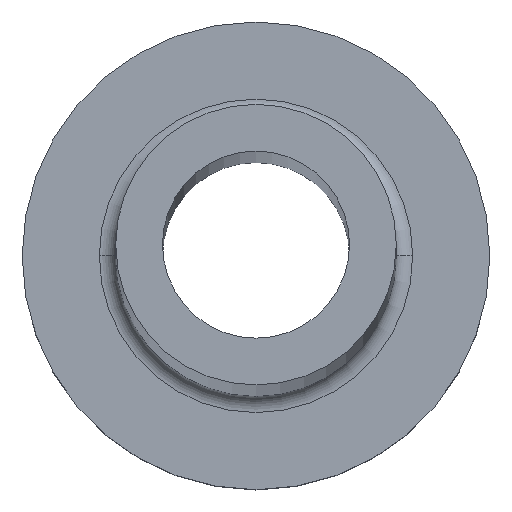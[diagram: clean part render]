
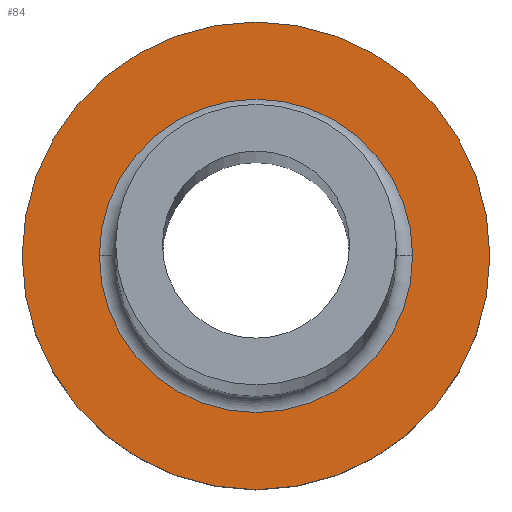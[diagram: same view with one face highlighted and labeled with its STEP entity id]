
A CAD part, top view. The second image highlights one B-rep face of the part: STEP entity #84.
In plain terms, the highlighted planar face has unit normal (0, 0, 1).
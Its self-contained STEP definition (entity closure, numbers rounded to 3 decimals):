
#1 = AXIS2_PLACEMENT_3D ( 'NONE', #77, #133, #53 ) ;
#9 = ORIENTED_EDGE ( 'NONE', *, *, #120, .T. ) ;
#13 = EDGE_CURVE ( 'NONE', #60, #305, #315, .T. ) ;
#47 = PLANE ( 'NONE',  #281 ) ;
#50 = CARTESIAN_POINT ( 'NONE',  ( 10., 0., 7. ) ) ;
#53 = DIRECTION ( 'NONE',  ( 1., 0., 0. ) ) ;
#60 = VERTEX_POINT ( 'NONE', #168 ) ;
#66 = AXIS2_PLACEMENT_3D ( 'NONE', #112, #367, #364 ) ;
#77 = CARTESIAN_POINT ( 'NONE',  ( 0., 0., 7. ) ) ;
#82 = AXIS2_PLACEMENT_3D ( 'NONE', #101, #213, #209 ) ;
#84 = ADVANCED_FACE ( 'NONE', ( #338, #311 ), #47, .T. ) ;
#89 = ORIENTED_EDGE ( 'NONE', *, *, #13, .T. ) ;
#101 = CARTESIAN_POINT ( 'NONE',  ( 0., 0., 7. ) ) ;
#112 = CARTESIAN_POINT ( 'NONE',  ( 0., 0., 7. ) ) ;
#119 = CARTESIAN_POINT ( 'NONE',  ( -6.7, 0., 7. ) ) ;
#120 = EDGE_CURVE ( 'NONE', #305, #60, #288, .T. ) ;
#126 = CIRCLE ( 'NONE', #182, 10. ) ;
#133 = DIRECTION ( 'NONE',  ( 0., 0., -1. ) ) ;
#159 = CIRCLE ( 'NONE', #82, 10. ) ;
#168 = CARTESIAN_POINT ( 'NONE',  ( 6.7, 0., 7. ) ) ;
#182 = AXIS2_PLACEMENT_3D ( 'NONE', #377, #302, #329 ) ;
#187 = VERTEX_POINT ( 'NONE', #50 ) ;
#209 = DIRECTION ( 'NONE',  ( 1., 0., 0. ) ) ;
#213 = DIRECTION ( 'NONE',  ( 0., 0., 1. ) ) ;
#246 = VERTEX_POINT ( 'NONE', #262 ) ;
#250 = DIRECTION ( 'NONE',  ( 1., 0., 0. ) ) ;
#256 = CARTESIAN_POINT ( 'NONE',  ( 0., 0., 7. ) ) ;
#262 = CARTESIAN_POINT ( 'NONE',  ( -10., 0., 7. ) ) ;
#281 = AXIS2_PLACEMENT_3D ( 'NONE', #256, #287, #250 ) ;
#287 = DIRECTION ( 'NONE',  ( 0., 0., 1. ) ) ;
#288 = CIRCLE ( 'NONE', #1, 6.7 ) ;
#302 = DIRECTION ( 'NONE',  ( 0., 0., 1. ) ) ;
#305 = VERTEX_POINT ( 'NONE', #119 ) ;
#311 = FACE_OUTER_BOUND ( 'NONE', #324, .T. ) ;
#315 = CIRCLE ( 'NONE', #66, 6.7 ) ;
#324 = EDGE_LOOP ( 'NONE', ( #348, #330 ) ) ;
#329 = DIRECTION ( 'NONE',  ( 1., 0., 0. ) ) ;
#330 = ORIENTED_EDGE ( 'NONE', *, *, #341, .T. ) ;
#333 = EDGE_LOOP ( 'NONE', ( #89, #9 ) ) ;
#338 = FACE_BOUND ( 'NONE', #333, .T. ) ;
#341 = EDGE_CURVE ( 'NONE', #187, #246, #126, .T. ) ;
#348 = ORIENTED_EDGE ( 'NONE', *, *, #378, .T. ) ;
#364 = DIRECTION ( 'NONE',  ( 1., 0., 0. ) ) ;
#367 = DIRECTION ( 'NONE',  ( 0., 0., -1. ) ) ;
#377 = CARTESIAN_POINT ( 'NONE',  ( 0., 0., 7. ) ) ;
#378 = EDGE_CURVE ( 'NONE', #246, #187, #159, .T. ) ;
